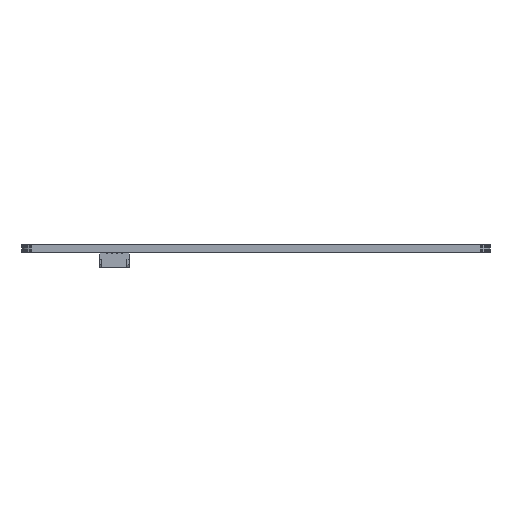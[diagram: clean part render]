
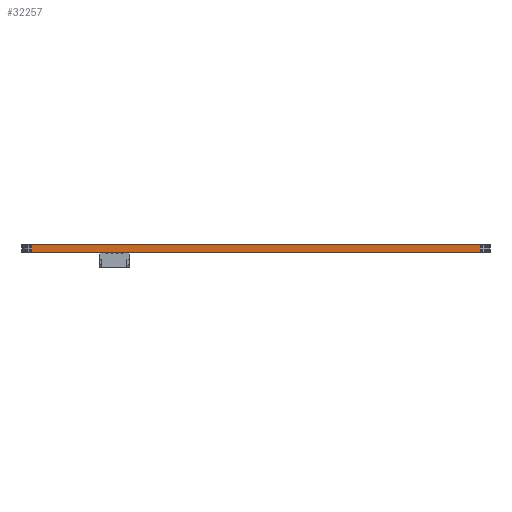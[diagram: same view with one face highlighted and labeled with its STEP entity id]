
A CAD part, left-side view. The second image highlights one B-rep face of the part: STEP entity #32257.
In plain terms, the highlighted planar face has unit normal (-1, 0, 0).
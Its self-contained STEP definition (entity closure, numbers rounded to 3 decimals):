
#6986 = VERTEX_POINT('',#6987);
#6987 = CARTESIAN_POINT('',(2.62,-116.08,0.));
#6993 = EDGE_CURVE('',#6986,#6994,#6996,.T.);
#6994 = VERTEX_POINT('',#6995);
#6995 = CARTESIAN_POINT('',(2.62,-25.88,0.));
#6996 = LINE('',#6997,#6998);
#6997 = CARTESIAN_POINT('',(2.62,-116.08,0.));
#6998 = VECTOR('',#6999,1.);
#6999 = DIRECTION('',(0.,1.,0.));
#21441 = VERTEX_POINT('',#21442);
#21442 = CARTESIAN_POINT('',(2.62,-116.08,1.545));
#21448 = EDGE_CURVE('',#21441,#21449,#21451,.T.);
#21449 = VERTEX_POINT('',#21450);
#21450 = CARTESIAN_POINT('',(2.62,-25.88,1.545));
#21451 = LINE('',#21452,#21453);
#21452 = CARTESIAN_POINT('',(2.62,-116.08,1.545));
#21453 = VECTOR('',#21454,1.);
#21454 = DIRECTION('',(0.,1.,0.));
#32227 = EDGE_CURVE('',#6994,#21449,#32228,.T.);
#32228 = LINE('',#32229,#32230);
#32229 = CARTESIAN_POINT('',(2.62,-25.88,0.));
#32230 = VECTOR('',#32231,1.);
#32231 = DIRECTION('',(0.,0.,1.));
#32257 = ADVANCED_FACE('',(#32258),#32269,.T.);
#32258 = FACE_BOUND('',#32259,.T.);
#32259 = EDGE_LOOP('',(#32260,#32266,#32267,#32268));
#32260 = ORIENTED_EDGE('',*,*,#32261,.T.);
#32261 = EDGE_CURVE('',#6986,#21441,#32262,.T.);
#32262 = LINE('',#32263,#32264);
#32263 = CARTESIAN_POINT('',(2.62,-116.08,0.));
#32264 = VECTOR('',#32265,1.);
#32265 = DIRECTION('',(0.,0.,1.));
#32266 = ORIENTED_EDGE('',*,*,#21448,.T.);
#32267 = ORIENTED_EDGE('',*,*,#32227,.F.);
#32268 = ORIENTED_EDGE('',*,*,#6993,.F.);
#32269 = PLANE('',#32270);
#32270 = AXIS2_PLACEMENT_3D('',#32271,#32272,#32273);
#32271 = CARTESIAN_POINT('',(2.62,-116.08,0.));
#32272 = DIRECTION('',(-1.,0.,0.));
#32273 = DIRECTION('',(0.,1.,0.));
